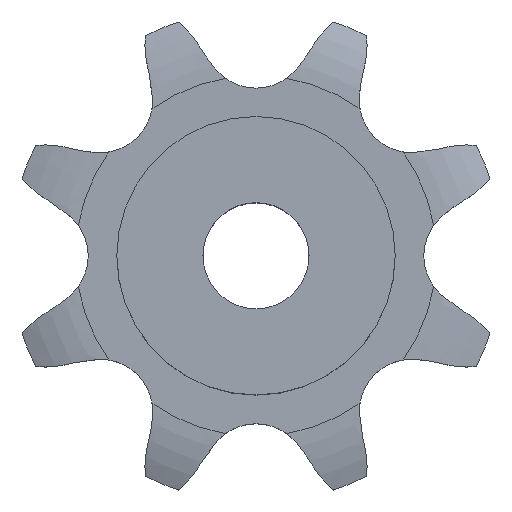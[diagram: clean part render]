
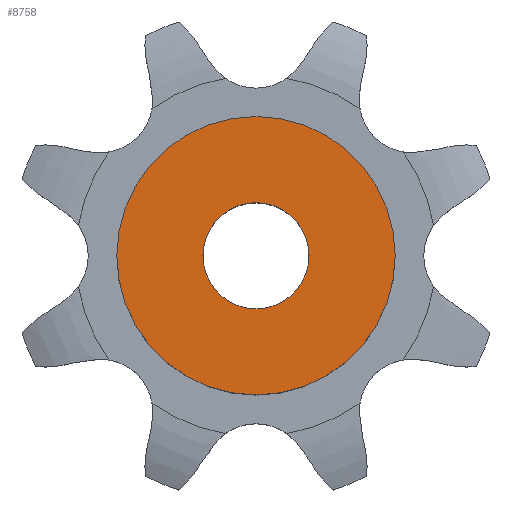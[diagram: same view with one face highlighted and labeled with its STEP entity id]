
A CAD part, top view. The second image highlights one B-rep face of the part: STEP entity #8758.
In plain terms, the highlighted planar face has unit normal (0, 0, 1).
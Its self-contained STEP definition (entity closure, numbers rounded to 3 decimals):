
#1692 = CYLINDRICAL_SURFACE('',#1693,10.5);
#1693 = AXIS2_PLACEMENT_3D('',#1694,#1695,#1696);
#1694 = CARTESIAN_POINT('',(0.,0.,0.));
#1695 = DIRECTION('',(-0.,-0.,-1.));
#1696 = DIRECTION('',(1.,0.,0.));
#5855 = VERTEX_POINT('',#5856);
#5856 = CARTESIAN_POINT('',(10.5,0.,14.));
#5877 = EDGE_CURVE('',#5855,#5855,#5878,.T.);
#5878 = SURFACE_CURVE('',#5879,(#5884,#5891),.PCURVE_S1.);
#5879 = CIRCLE('',#5880,10.5);
#5880 = AXIS2_PLACEMENT_3D('',#5881,#5882,#5883);
#5881 = CARTESIAN_POINT('',(0.,0.,14.));
#5882 = DIRECTION('',(0.,0.,1.));
#5883 = DIRECTION('',(1.,0.,0.));
#5884 = PCURVE('',#1692,#5885);
#5885 = DEFINITIONAL_REPRESENTATION('',(#5886),#5890);
#5886 = LINE('',#5887,#5888);
#5887 = CARTESIAN_POINT('',(-0.,-14.));
#5888 = VECTOR('',#5889,1.);
#5889 = DIRECTION('',(-1.,0.));
#5890 = ( GEOMETRIC_REPRESENTATION_CONTEXT(2) 
PARAMETRIC_REPRESENTATION_CONTEXT() REPRESENTATION_CONTEXT('2D SPACE',''
  ) );
#5891 = PCURVE('',#5892,#5897);
#5892 = PLANE('',#5893);
#5893 = AXIS2_PLACEMENT_3D('',#5894,#5895,#5896);
#5894 = CARTESIAN_POINT('',(0.,0.,14.)
  );
#5895 = DIRECTION('',(0.,0.,1.));
#5896 = DIRECTION('',(1.,0.,0.));
#5897 = DEFINITIONAL_REPRESENTATION('',(#5898),#5902);
#5898 = CIRCLE('',#5899,10.5);
#5899 = AXIS2_PLACEMENT_2D('',#5900,#5901);
#5900 = CARTESIAN_POINT('',(0.,0.));
#5901 = DIRECTION('',(1.,0.));
#5902 = ( GEOMETRIC_REPRESENTATION_CONTEXT(2) 
PARAMETRIC_REPRESENTATION_CONTEXT() REPRESENTATION_CONTEXT('2D SPACE',''
  ) );
#7564 = CYLINDRICAL_SURFACE('',#7565,4.);
#7565 = AXIS2_PLACEMENT_3D('',#7566,#7567,#7568);
#7566 = CARTESIAN_POINT('',(0.,0.,71.156));
#7567 = DIRECTION('',(0.,0.,1.));
#7568 = DIRECTION('',(1.,0.,0.));
#8758 = ADVANCED_FACE('',(#8759,#8762),#5892,.T.);
#8759 = FACE_BOUND('',#8760,.T.);
#8760 = EDGE_LOOP('',(#8761));
#8761 = ORIENTED_EDGE('',*,*,#5877,.T.);
#8762 = FACE_BOUND('',#8763,.T.);
#8763 = EDGE_LOOP('',(#8764));
#8764 = ORIENTED_EDGE('',*,*,#8765,.F.);
#8765 = EDGE_CURVE('',#8766,#8766,#8768,.T.);
#8766 = VERTEX_POINT('',#8767);
#8767 = CARTESIAN_POINT('',(4.,0.,14.));
#8768 = SURFACE_CURVE('',#8769,(#8774,#8781),.PCURVE_S1.);
#8769 = CIRCLE('',#8770,4.);
#8770 = AXIS2_PLACEMENT_3D('',#8771,#8772,#8773);
#8771 = CARTESIAN_POINT('',(0.,0.,14.));
#8772 = DIRECTION('',(0.,0.,1.));
#8773 = DIRECTION('',(1.,0.,0.));
#8774 = PCURVE('',#5892,#8775);
#8775 = DEFINITIONAL_REPRESENTATION('',(#8776),#8780);
#8776 = CIRCLE('',#8777,4.);
#8777 = AXIS2_PLACEMENT_2D('',#8778,#8779);
#8778 = CARTESIAN_POINT('',(0.,0.));
#8779 = DIRECTION('',(1.,0.));
#8780 = ( GEOMETRIC_REPRESENTATION_CONTEXT(2) 
PARAMETRIC_REPRESENTATION_CONTEXT() REPRESENTATION_CONTEXT('2D SPACE',''
  ) );
#8781 = PCURVE('',#7564,#8782);
#8782 = DEFINITIONAL_REPRESENTATION('',(#8783),#8787);
#8783 = LINE('',#8784,#8785);
#8784 = CARTESIAN_POINT('',(0.,-57.156));
#8785 = VECTOR('',#8786,1.);
#8786 = DIRECTION('',(1.,0.));
#8787 = ( GEOMETRIC_REPRESENTATION_CONTEXT(2) 
PARAMETRIC_REPRESENTATION_CONTEXT() REPRESENTATION_CONTEXT('2D SPACE',''
  ) );
